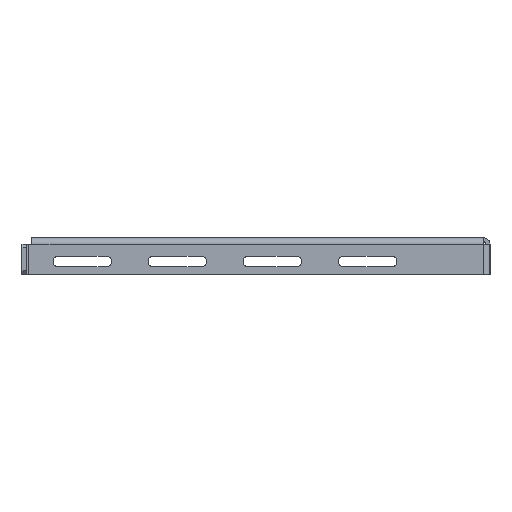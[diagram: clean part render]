
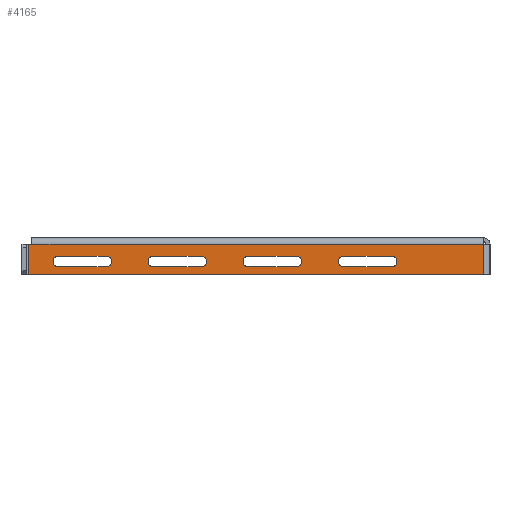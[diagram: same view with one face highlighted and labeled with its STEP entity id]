
A CAD part, left-side view. The second image highlights one B-rep face of the part: STEP entity #4165.
In plain terms, the highlighted planar face has unit normal (-1, 0, 0).
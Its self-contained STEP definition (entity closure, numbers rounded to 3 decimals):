
#206=CIRCLE('',#4440,2.381);
#209=CIRCLE('',#4445,2.381);
#210=CIRCLE('',#4448,2.381);
#213=CIRCLE('',#4453,2.381);
#214=CIRCLE('',#4456,2.381);
#217=CIRCLE('',#4461,2.381);
#218=CIRCLE('',#4464,2.381);
#221=CIRCLE('',#4469,2.381);
#868=ORIENTED_EDGE('',*,*,#1539,.T.);
#869=ORIENTED_EDGE('',*,*,#1836,.T.);
#870=ORIENTED_EDGE('',*,*,#1782,.T.);
#871=ORIENTED_EDGE('',*,*,#1848,.F.);
#872=ORIENTED_EDGE('',*,*,#1558,.T.);
#873=ORIENTED_EDGE('',*,*,#1696,.T.);
#874=ORIENTED_EDGE('',*,*,#1834,.F.);
#875=ORIENTED_EDGE('',*,*,#1832,.F.);
#876=ORIENTED_EDGE('',*,*,#1828,.F.);
#877=ORIENTED_EDGE('',*,*,#1825,.F.);
#878=ORIENTED_EDGE('',*,*,#1822,.F.);
#879=ORIENTED_EDGE('',*,*,#1820,.F.);
#880=ORIENTED_EDGE('',*,*,#1816,.F.);
#881=ORIENTED_EDGE('',*,*,#1813,.F.);
#882=ORIENTED_EDGE('',*,*,#1810,.F.);
#883=ORIENTED_EDGE('',*,*,#1808,.F.);
#884=ORIENTED_EDGE('',*,*,#1804,.F.);
#885=ORIENTED_EDGE('',*,*,#1801,.F.);
#886=ORIENTED_EDGE('',*,*,#1798,.F.);
#887=ORIENTED_EDGE('',*,*,#1796,.F.);
#888=ORIENTED_EDGE('',*,*,#1792,.F.);
#889=ORIENTED_EDGE('',*,*,#1789,.F.);
#1539=EDGE_CURVE('',#2150,#2149,#2546,.F.);
#1558=EDGE_CURVE('',#2169,#2168,#2559,.T.);
#1696=EDGE_CURVE('',#2168,#2150,#2652,.T.);
#1782=EDGE_CURVE('',#2305,#2318,#2712,.F.);
#1789=EDGE_CURVE('',#2321,#2322,#206,.T.);
#1792=EDGE_CURVE('',#2322,#2324,#2717,.T.);
#1796=EDGE_CURVE('',#2324,#2327,#209,.T.);
#1798=EDGE_CURVE('',#2327,#2321,#2721,.T.);
#1801=EDGE_CURVE('',#2329,#2330,#210,.T.);
#1804=EDGE_CURVE('',#2330,#2332,#2725,.T.);
#1808=EDGE_CURVE('',#2332,#2335,#213,.T.);
#1810=EDGE_CURVE('',#2335,#2329,#2729,.T.);
#1813=EDGE_CURVE('',#2337,#2338,#214,.T.);
#1816=EDGE_CURVE('',#2338,#2340,#2733,.T.);
#1820=EDGE_CURVE('',#2340,#2343,#217,.T.);
#1822=EDGE_CURVE('',#2343,#2337,#2737,.T.);
#1825=EDGE_CURVE('',#2345,#2346,#218,.T.);
#1828=EDGE_CURVE('',#2346,#2348,#2741,.T.);
#1832=EDGE_CURVE('',#2348,#2351,#221,.T.);
#1834=EDGE_CURVE('',#2351,#2345,#2745,.T.);
#1836=EDGE_CURVE('',#2149,#2305,#2747,.T.);
#1848=EDGE_CURVE('',#2169,#2318,#2759,.T.);
#2149=VERTEX_POINT('',#5896);
#2150=VERTEX_POINT('',#5898);
#2168=VERTEX_POINT('',#5936);
#2169=VERTEX_POINT('',#5938);
#2305=VERTEX_POINT('',#6370);
#2318=VERTEX_POINT('',#6405);
#2321=VERTEX_POINT('',#6418);
#2322=VERTEX_POINT('',#6420);
#2324=VERTEX_POINT('',#6426);
#2327=VERTEX_POINT('',#6434);
#2329=VERTEX_POINT('',#6442);
#2330=VERTEX_POINT('',#6444);
#2332=VERTEX_POINT('',#6450);
#2335=VERTEX_POINT('',#6458);
#2337=VERTEX_POINT('',#6466);
#2338=VERTEX_POINT('',#6468);
#2340=VERTEX_POINT('',#6474);
#2343=VERTEX_POINT('',#6482);
#2345=VERTEX_POINT('',#6490);
#2346=VERTEX_POINT('',#6492);
#2348=VERTEX_POINT('',#6498);
#2351=VERTEX_POINT('',#6506);
#2546=LINE('',#5897,#2964);
#2559=LINE('',#5937,#2977);
#2652=LINE('',#6209,#3070);
#2712=LINE('',#6406,#3130);
#2717=LINE('',#6425,#3135);
#2721=LINE('',#6437,#3139);
#2725=LINE('',#6449,#3143);
#2729=LINE('',#6461,#3147);
#2733=LINE('',#6473,#3151);
#2737=LINE('',#6485,#3155);
#2741=LINE('',#6497,#3159);
#2745=LINE('',#6509,#3163);
#2747=LINE('',#6512,#3165);
#2759=LINE('',#6533,#3177);
#2964=VECTOR('',#4693,1000.);
#2977=VECTOR('',#4722,1000.);
#3070=VECTOR('',#4991,1000.);
#3130=VECTOR('',#5151,1000.);
#3135=VECTOR('',#5174,1000.);
#3139=VECTOR('',#5186,1000.);
#3143=VECTOR('',#5198,1000.);
#3147=VECTOR('',#5210,1000.);
#3151=VECTOR('',#5222,1000.);
#3155=VECTOR('',#5234,1000.);
#3159=VECTOR('',#5246,1000.);
#3163=VECTOR('',#5258,1000.);
#3165=VECTOR('',#5262,1000.);
#3177=VECTOR('',#5284,1000.);
#3501=EDGE_LOOP('',(#868,#869,#870,#871,#872,#873));
#3502=EDGE_LOOP('',(#874,#875,#876,#877));
#3503=EDGE_LOOP('',(#878,#879,#880,#881));
#3504=EDGE_LOOP('',(#882,#883,#884,#885));
#3505=EDGE_LOOP('',(#886,#887,#888,#889));
#3789=FACE_BOUND('',#3501,.T.);
#3790=FACE_BOUND('',#3502,.T.);
#3791=FACE_BOUND('',#3503,.T.);
#3792=FACE_BOUND('',#3504,.T.);
#3793=FACE_BOUND('',#3505,.T.);
#4002=PLANE('',#4477);
#4165=ADVANCED_FACE('',(#3789,#3790,#3791,#3792,#3793),#4002,.T.);
#4440=AXIS2_PLACEMENT_3D('',#6419,#5167,#5168);
#4445=AXIS2_PLACEMENT_3D('',#6433,#5181,#5182);
#4448=AXIS2_PLACEMENT_3D('',#6443,#5191,#5192);
#4453=AXIS2_PLACEMENT_3D('',#6457,#5205,#5206);
#4456=AXIS2_PLACEMENT_3D('',#6467,#5215,#5216);
#4461=AXIS2_PLACEMENT_3D('',#6481,#5229,#5230);
#4464=AXIS2_PLACEMENT_3D('',#6491,#5239,#5240);
#4469=AXIS2_PLACEMENT_3D('',#6505,#5253,#5254);
#4477=AXIS2_PLACEMENT_3D('',#6534,#5285,#5286);
#4693=DIRECTION('',(0.,-1.,0.));
#4722=DIRECTION('',(0.,-1.,0.));
#4991=DIRECTION('',(0.,0.,1.));
#5151=DIRECTION('',(0.,-1.,0.));
#5167=DIRECTION('',(-1.,0.,0.));
#5168=DIRECTION('',(0.,-1.,0.));
#5174=DIRECTION('',(0.,-1.,0.));
#5181=DIRECTION('',(-1.,0.,0.));
#5182=DIRECTION('',(0.,-1.,0.));
#5186=DIRECTION('',(0.,1.,0.));
#5191=DIRECTION('',(-1.,0.,0.));
#5192=DIRECTION('',(0.,-1.,0.));
#5198=DIRECTION('',(0.,-1.,0.));
#5205=DIRECTION('',(-1.,0.,0.));
#5206=DIRECTION('',(0.,-1.,0.));
#5210=DIRECTION('',(0.,1.,0.));
#5215=DIRECTION('',(-1.,0.,0.));
#5216=DIRECTION('',(0.,-1.,0.));
#5222=DIRECTION('',(0.,-1.,0.));
#5229=DIRECTION('',(-1.,0.,0.));
#5230=DIRECTION('',(0.,-1.,0.));
#5234=DIRECTION('',(0.,1.,0.));
#5239=DIRECTION('',(-1.,0.,0.));
#5240=DIRECTION('',(0.,-1.,0.));
#5246=DIRECTION('',(0.,-1.,0.));
#5253=DIRECTION('',(-1.,0.,0.));
#5254=DIRECTION('',(0.,-1.,0.));
#5258=DIRECTION('',(0.,1.,0.));
#5262=DIRECTION('',(0.,1.,0.));
#5284=DIRECTION('',(0.,0.,1.));
#5285=DIRECTION('',(-1.,0.,0.));
#5286=DIRECTION('',(0.,-1.,0.));
#5896=CARTESIAN_POINT('',(-222.25,-200.432,6.109));
#5897=CARTESIAN_POINT('',(-222.25,-200.457,6.109));
#5898=CARTESIAN_POINT('',(-222.25,-200.457,6.109));
#5936=CARTESIAN_POINT('',(-222.25,-200.457,-7.023));
#5937=CARTESIAN_POINT('',(-222.25,0.,-7.023));
#5938=CARTESIAN_POINT('',(-222.25,-2.743,-7.023));
#6209=CARTESIAN_POINT('',(-222.25,-200.457,-7.023));
#6370=CARTESIAN_POINT('',(-222.25,-4.331,6.109));
#6405=CARTESIAN_POINT('',(-222.25,-2.743,6.109));
#6406=CARTESIAN_POINT('',(-222.25,-200.457,6.109));
#6418=CARTESIAN_POINT('',(-222.25,-15.875,0.914));
#6419=CARTESIAN_POINT('',(-222.25,-15.875,-1.467));
#6420=CARTESIAN_POINT('',(-222.25,-15.875,-3.848));
#6425=CARTESIAN_POINT('',(-222.25,0.,-3.848));
#6426=CARTESIAN_POINT('',(-222.25,-36.513,-3.848));
#6433=CARTESIAN_POINT('',(-222.25,-36.513,-1.467));
#6434=CARTESIAN_POINT('',(-222.25,-36.513,0.914));
#6437=CARTESIAN_POINT('',(-222.25,0.,0.914));
#6442=CARTESIAN_POINT('',(-222.25,-57.15,0.914));
#6443=CARTESIAN_POINT('',(-222.25,-57.15,-1.467));
#6444=CARTESIAN_POINT('',(-222.25,-57.15,-3.848));
#6449=CARTESIAN_POINT('',(-222.25,-41.275,-3.848));
#6450=CARTESIAN_POINT('',(-222.25,-77.788,-3.848));
#6457=CARTESIAN_POINT('',(-222.25,-77.788,-1.467));
#6458=CARTESIAN_POINT('',(-222.25,-77.788,0.914));
#6461=CARTESIAN_POINT('',(-222.25,-41.275,0.914));
#6466=CARTESIAN_POINT('',(-222.25,-98.425,0.914));
#6467=CARTESIAN_POINT('',(-222.25,-98.425,-1.467));
#6468=CARTESIAN_POINT('',(-222.25,-98.425,-3.848));
#6473=CARTESIAN_POINT('',(-222.25,-82.55,-3.848));
#6474=CARTESIAN_POINT('',(-222.25,-119.063,-3.848));
#6481=CARTESIAN_POINT('',(-222.25,-119.063,-1.467));
#6482=CARTESIAN_POINT('',(-222.25,-119.063,0.914));
#6485=CARTESIAN_POINT('',(-222.25,-82.55,0.914));
#6490=CARTESIAN_POINT('',(-222.25,-139.7,0.914));
#6491=CARTESIAN_POINT('',(-222.25,-139.7,-1.467));
#6492=CARTESIAN_POINT('',(-222.25,-139.7,-3.848));
#6497=CARTESIAN_POINT('',(-222.25,-123.825,-3.848));
#6498=CARTESIAN_POINT('',(-222.25,-160.338,-3.848));
#6505=CARTESIAN_POINT('',(-222.25,-160.338,-1.467));
#6506=CARTESIAN_POINT('',(-222.25,-160.338,0.914));
#6509=CARTESIAN_POINT('',(-222.25,-123.825,0.914));
#6512=CARTESIAN_POINT('',(-222.25,-102.381,6.109));
#6533=CARTESIAN_POINT('',(-222.25,-2.743,-7.023));
#6534=CARTESIAN_POINT('',(-222.25,0.,-7.023));
